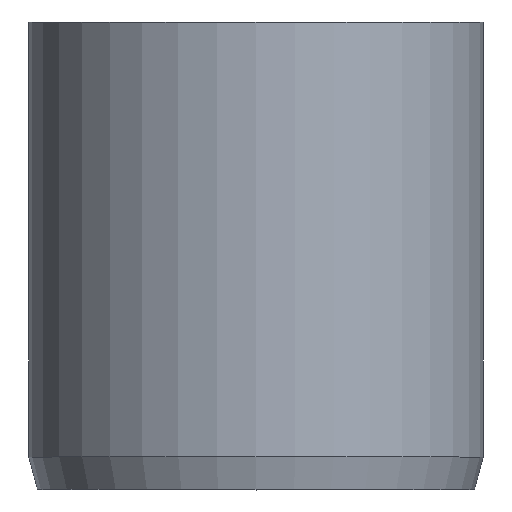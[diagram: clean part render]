
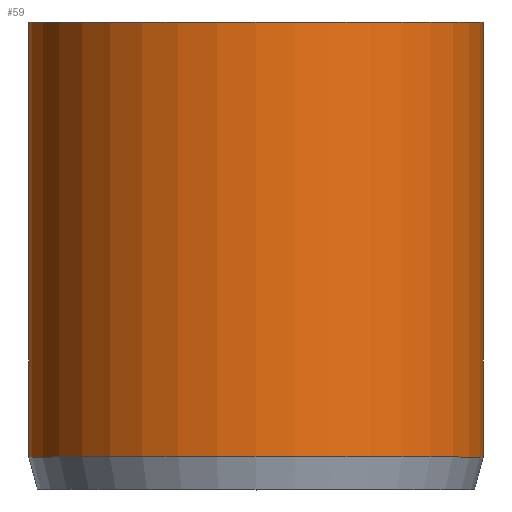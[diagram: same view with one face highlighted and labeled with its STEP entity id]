
A CAD part, top view. The second image highlights one B-rep face of the part: STEP entity #59.
In plain terms, the highlighted cylindrical face has radius 17.5 mm (diameter 35 mm), a full revolution.
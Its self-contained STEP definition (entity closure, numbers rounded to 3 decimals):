
#4 = AXIS2_PLACEMENT_3D ( 'NONE', #33, #18, #51 ) ;
#14 = ORIENTED_EDGE ( 'NONE', *, *, #55, .F. ) ;
#18 = DIRECTION ( 'NONE',  ( 0., -1., 0. ) ) ;
#33 = CARTESIAN_POINT ( 'NONE',  ( 0., 2.5, 0. ) ) ;
#34 = CARTESIAN_POINT ( 'NONE',  ( 0., 0., 0. ) ) ;
#48 = CARTESIAN_POINT ( 'NONE',  ( 0., 36., -17.5 ) ) ;
#51 = DIRECTION ( 'NONE',  ( 0., 0., -1. ) ) ;
#52 = EDGE_CURVE ( 'NONE', #124, #124, #63, .T. ) ;
#54 = EDGE_LOOP ( 'NONE', ( #14 ) ) ;
#55 = EDGE_CURVE ( 'NONE', #144, #144, #92, .T. ) ;
#59 = ADVANCED_FACE ( 'NONE', ( #114, #126 ), #84, .T. ) ;
#63 = CIRCLE ( 'NONE', #159, 17.5 ) ;
#68 = DIRECTION ( 'NONE',  ( 0., -1., 0. ) ) ;
#84 = CYLINDRICAL_SURFACE ( 'NONE', #164, 17.5 ) ;
#92 = CIRCLE ( 'NONE', #4, 17.5 ) ;
#111 = CARTESIAN_POINT ( 'NONE',  ( 0., 2.5, -17.5 ) ) ;
#113 = DIRECTION ( 'NONE',  ( 0., 0., -1. ) ) ;
#114 = FACE_OUTER_BOUND ( 'NONE', #54, .T. ) ;
#124 = VERTEX_POINT ( 'NONE', #48 ) ;
#126 = FACE_OUTER_BOUND ( 'NONE', #130, .T. ) ;
#130 = EDGE_LOOP ( 'NONE', ( #148 ) ) ;
#135 = CARTESIAN_POINT ( 'NONE',  ( 0., 36., 0. ) ) ;
#138 = DIRECTION ( 'NONE',  ( 0., 0., -1. ) ) ;
#144 = VERTEX_POINT ( 'NONE', #111 ) ;
#148 = ORIENTED_EDGE ( 'NONE', *, *, #52, .T. ) ;
#159 = AXIS2_PLACEMENT_3D ( 'NONE', #135, #173, #138 ) ;
#164 = AXIS2_PLACEMENT_3D ( 'NONE', #34, #68, #113 ) ;
#173 = DIRECTION ( 'NONE',  ( 0., -1., 0. ) ) ;
